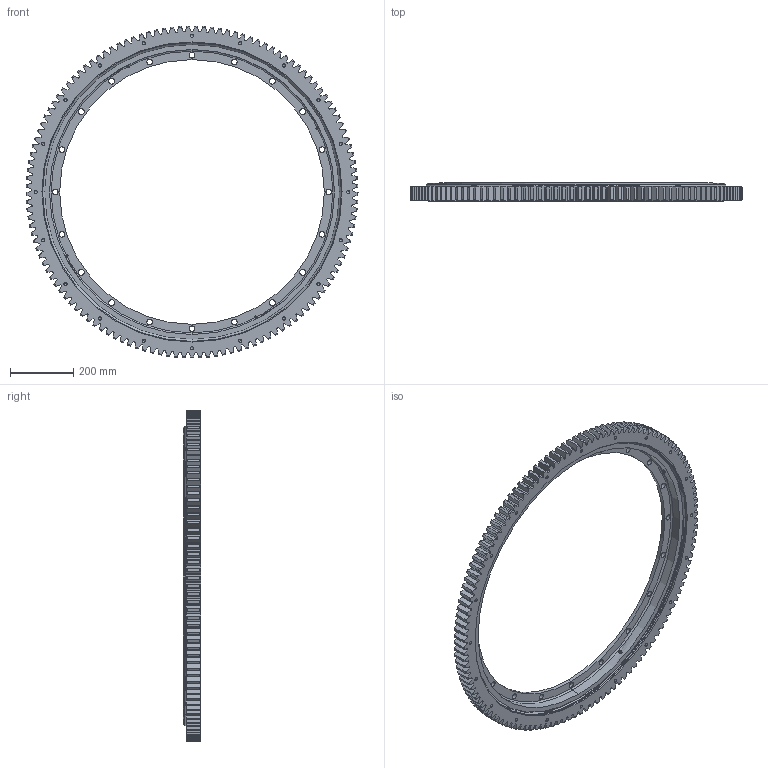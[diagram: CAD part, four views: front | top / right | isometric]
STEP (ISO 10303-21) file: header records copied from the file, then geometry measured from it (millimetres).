
FILE_DESCRIPTION (( 'STEP AP203' ), '1' );
FILE_NAME ('21-0941-01.STEP', '2017-12-27T15:16:54', ( 'defontaine' ), ( 'Hewlett-Packard Company' ), 'SwSTEP 2.0', 'SolidWorks 2016', '' );
FILE_SCHEMA (( 'CONFIG_CONTROL_DESIGN' ));
Length unit declared in the file: millimetre
Products named in the file (1): 21-0941-01
Bounding box: 1045.99 x 56 x 1045.93 mm (x, y, z)
Volume: 9037980.1 mm3; surface area: 1523640.8 mm2
Topology: 9 solids, 9 shells, 1051 faces, 2979 edges, 1937 vertices
Faces by surface type: cylinder 371, cone 331, plane 311, torus 28, sphere 10
Entity records: 35205 total; most frequent: CARTESIAN_POINT 7984, ORIENTED_EDGE 5868, DIRECTION 5618, EDGE_CURVE 2934, AXIS2_PLACEMENT_3D 2164, VERTEX_POINT 1934, VECTOR 1290, LINE 1290
